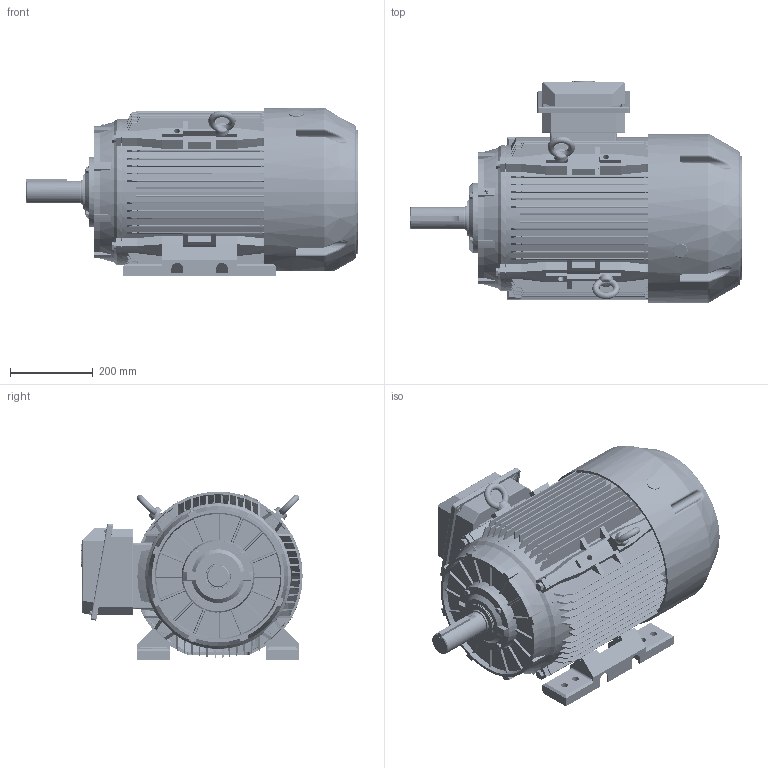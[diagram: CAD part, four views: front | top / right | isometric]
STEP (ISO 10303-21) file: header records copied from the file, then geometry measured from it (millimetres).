
FILE_DESCRIPTION (( 'STEP AP203' ), '1' );
FILE_NAME ('841-326T 俋倛芞F1.STEP', '2019-04-22T06:42:17', ( 'abc' ), ( '' ), 'SwSTEP 2.0', 'SolidWorks 2008', '' );
FILE_SCHEMA (( 'CONFIG_CONTROL_DESIGN' ));
Length unit declared in the file: millimetre
Products named in the file (31): TFC 326T 转子_默认; TC 200 轴承外盖NDE_默认; 326 T转轴_默认; IE2 200-4P风叶_默认; 扣塞_默认; 铜油嘴_默认; 吊环M16_默认; 320T 平键_默认; 320T-360T接线盒座垫_默认; M6-10_默认; 200后端盖螺栓_默认; 841-326T 俋倛芞F1; TC 200L B5 机座_默认; NEMA324(6)T  底脚_默认; TC 200 B3端盖（后）_默认; 6312_默认; TC 200 B3端盖_默认; TC 200 轴承内盖_默认; 841-320T轴承外盖NDE_默认; M12-40_默认; 12_默认; 8_默认; M8-65_默认; 装配体_默认; TFC320T-座 _默认; 320T-盖_默认; NEMA 320接线盒座、盖垫_默认; TX 200铸铁风罩3_默认; 迷宫式油封60-80-16_默认; 放油嘴_默认; M8-30_默认
Assembly tree (58 placements, depth 3):
  841-326T 俋倛芞F1
    841-320T轴承外盖NDE_默认
    吊环M16_默认  x2
    TC 200L B5 机座_默认
    M12-40_默认  x4
    200后端盖螺栓_默认  x4
    迷宫式油封60-80-16_默认
    放油嘴_默认
    NEMA324(6)T  底脚_默认  x2
    TFC 326T 转子_默认
      6312_默认  x2
      326 T转轴_默认
    TC 200 B3端盖_默认
    8_默认  x4
    TC 200 B3端盖（后）_默认
    TC 200 轴承外盖NDE_默认
    M8-30_默认  x4
    TC 200 轴承内盖_默认  x2
    IE2 200-4P风叶_默认
    扣塞_默认
    铜油嘴_默认  x3
    M8-65_默认  x4
    装配体_默认
      M6-10_默认  x4
      TFC320T-座 _默认
      320T-盖_默认
      NEMA 320接线盒座、盖垫_默认
    12_默认  x4
    320T 平键_默认  x2
    320T-360T接线盒座垫_默认
    TX 200铸铁风罩3_默认
Bounding box: 801.6 x 534.28 x 407.47 mm (x, y, z)
Volume: 17412411.6 mm3; surface area: 4494228.3 mm2
Topology: 63 solids, 63 shells, 5185 faces, 13772 edges, 8605 vertices
Faces by surface type: plane 1966, cylinder 1660, torus 717, cone 348, bspline 308, sphere 186
Entity records: 163596 total; most frequent: CARTESIAN_POINT 52911, ORIENTED_EDGE 22766, DIRECTION 22043, EDGE_CURVE 11383, AXIS2_PLACEMENT_3D 8404, VERTEX_POINT 7136, LINE 5235, VECTOR 5235
